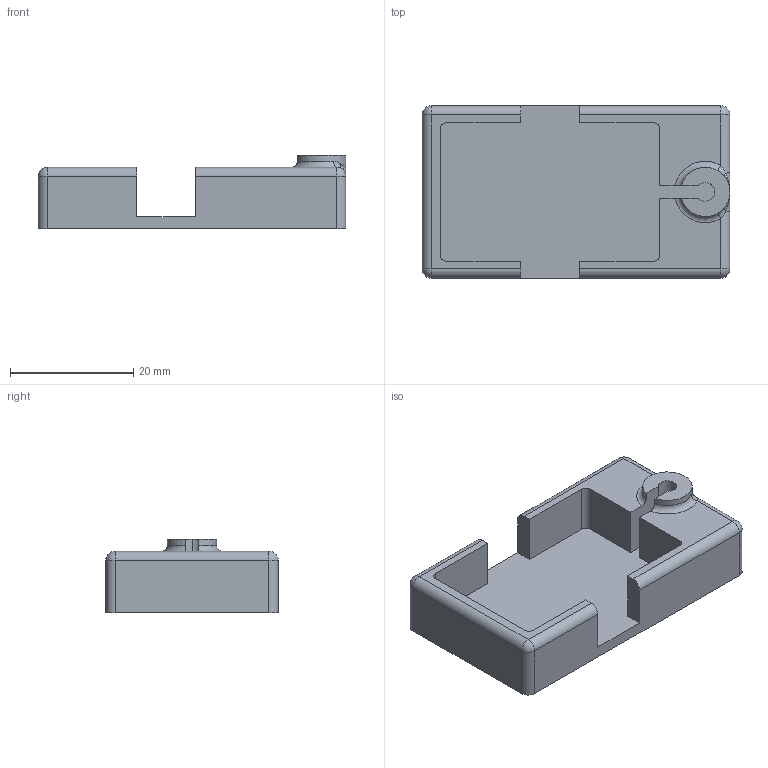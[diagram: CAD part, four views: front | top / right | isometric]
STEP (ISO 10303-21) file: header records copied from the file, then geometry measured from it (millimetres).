
FILE_DESCRIPTION(('STEP AP214'),'1');
FILE_NAME('Reciever Holder.A.1.stp','2013-08-04T21:07:04',(' '),(' '),'Spatial InterOp 3D',' ',' ');
FILE_SCHEMA(('automotive_design'));
Length unit declared in the file: millimetre
Products named in the file (1): Reciever Holder
Bounding box: 50 x 28 x 12 mm (x, y, z)
Volume: 7026.9 mm3; surface area: 5148.4 mm2
Topology: 1 solids, 1 shells, 54 faces, 144 edges, 84 vertices
Faces by surface type: plane 23, cylinder 19, bspline 6, sphere 4, torus 2
Entity records: 2528 total; most frequent: CARTESIAN_POINT 793, ORIENTED_EDGE 272, DIRECTION 266, EDGE_CURVE 136, AXIS2_PLACEMENT_3D 93, VERTEX_POINT 84, LINE 80, VECTOR 80
